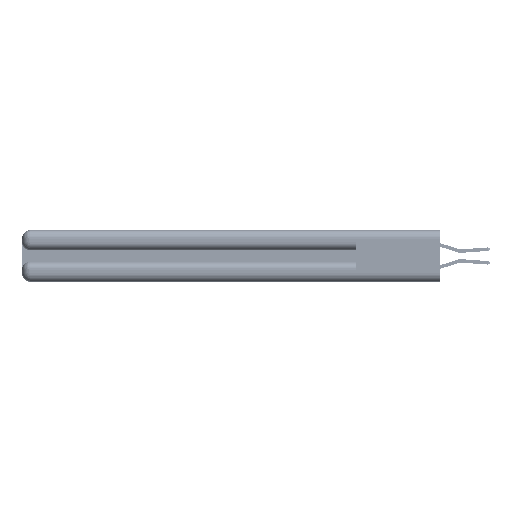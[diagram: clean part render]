
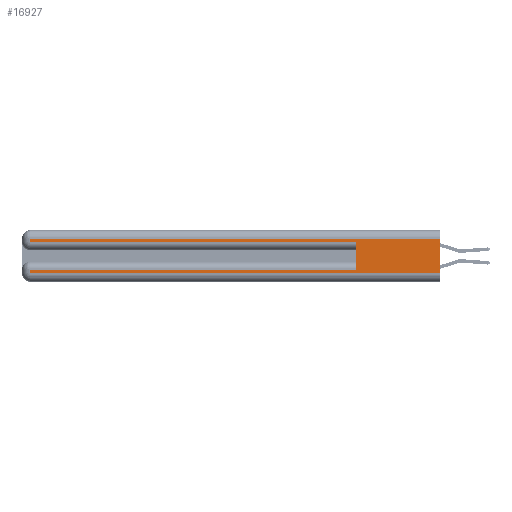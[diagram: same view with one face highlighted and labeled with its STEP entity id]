
A CAD part, left-side view. The second image highlights one B-rep face of the part: STEP entity #16927.
In plain terms, the highlighted planar face has unit normal (-1, 0, 0).
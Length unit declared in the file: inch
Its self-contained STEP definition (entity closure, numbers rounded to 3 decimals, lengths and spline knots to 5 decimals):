
#125 = DIRECTION ( 'NONE',  ( 0., 0., -1. ) ) ;
#780 = ORIENTED_EDGE ( 'NONE', *, *, #37625, .T. ) ;
#1368 = LINE ( 'NONE', #36627, #32788 ) ;
#1815 = ORIENTED_EDGE ( 'NONE', *, *, #41774, .T. ) ;
#2143 = EDGE_LOOP ( 'NONE', ( #55034, #21138, #25993, #53272, #27168, #780, #31231, #1815 ) ) ;
#2509 = LINE ( 'NONE', #25669, #23885 ) ;
#2819 = DIRECTION ( 'NONE',  ( 1., 0., 0. ) ) ;
#3393 = LINE ( 'NONE', #17083, #24771 ) ;
#6051 = CARTESIAN_POINT ( 'NONE',  ( 0., 0., 0.37 ) ) ;
#7265 = LINE ( 'NONE', #8768, #28680 ) ;
#7691 = EDGE_CURVE ( 'NONE', #17816, #33982, #2509, .T. ) ;
#8263 = CARTESIAN_POINT ( 'NONE',  ( 0., 0., 0.06 ) ) ;
#8633 = DIRECTION ( 'NONE',  ( 0., 0., -1. ) ) ;
#8768 = CARTESIAN_POINT ( 'NONE',  ( 0., 0.6, 0.145 ) ) ;
#9955 = CARTESIAN_POINT ( 'NONE',  ( 0., 0., 0.31 ) ) ;
#10322 = DIRECTION ( 'NONE',  ( 0., 0., -1. ) ) ;
#13016 = LINE ( 'NONE', #6051, #23066 ) ;
#13543 = FACE_OUTER_BOUND ( 'NONE', #2143, .T. ) ;
#14196 = CARTESIAN_POINT ( 'NONE',  ( 0., 2.94, 0.285 ) ) ;
#15153 = VERTEX_POINT ( 'NONE', #30267 ) ;
#15328 = DIRECTION ( 'NONE',  ( 0., 1., 0. ) ) ;
#16297 = VECTOR ( 'NONE', #31546, 39.37008 ) ;
#16927 = ADVANCED_FACE ( 'NONE', ( #13543 ), #24098, .F. ) ;
#17083 = CARTESIAN_POINT ( 'NONE',  ( 0., 2.94, 0.37 ) ) ;
#17816 = VERTEX_POINT ( 'NONE', #40097 ) ;
#18249 = EDGE_CURVE ( 'NONE', #25403, #40982, #3393, .T. ) ;
#19560 = EDGE_CURVE ( 'NONE', #52499, #27018, #7265, .T. ) ;
#20260 = VECTOR ( 'NONE', #35556, 39.37008 ) ;
#21138 = ORIENTED_EDGE ( 'NONE', *, *, #50966, .T. ) ;
#22830 = CARTESIAN_POINT ( 'NONE',  ( 0., 2.94, 0.31 ) ) ;
#22938 = CARTESIAN_POINT ( 'NONE',  ( 0., 0., 0.06 ) ) ;
#23066 = VECTOR ( 'NONE', #10322, 39.37008 ) ;
#23291 = EDGE_CURVE ( 'NONE', #15153, #35310, #13016, .T. ) ;
#23885 = VECTOR ( 'NONE', #8633, 39.37008 ) ;
#24098 = PLANE ( 'NONE',  #38955 ) ;
#24771 = VECTOR ( 'NONE', #125, 39.37008 ) ;
#25403 = VERTEX_POINT ( 'NONE', #22830 ) ;
#25669 = CARTESIAN_POINT ( 'NONE',  ( 0., 2.94, 0.37 ) ) ;
#25993 = ORIENTED_EDGE ( 'NONE', *, *, #18249, .T. ) ;
#27018 = VERTEX_POINT ( 'NONE', #33750 ) ;
#27168 = ORIENTED_EDGE ( 'NONE', *, *, #19560, .F. ) ;
#28680 = VECTOR ( 'NONE', #38624, 39.37008 ) ;
#29072 = LINE ( 'NONE', #43780, #39015 ) ;
#30267 = CARTESIAN_POINT ( 'NONE',  ( 0., 0., 0.31 ) ) ;
#31231 = ORIENTED_EDGE ( 'NONE', *, *, #7691, .T. ) ;
#31546 = DIRECTION ( 'NONE',  ( 0., -1., 0. ) ) ;
#31669 = LINE ( 'NONE', #9955, #20260 ) ;
#32726 = DIRECTION ( 'NONE',  ( 0., 0., -1. ) ) ;
#32788 = VECTOR ( 'NONE', #15328, 39.37008 ) ;
#33181 = CARTESIAN_POINT ( 'NONE',  ( 0., 0.6, 0.085 ) ) ;
#33750 = CARTESIAN_POINT ( 'NONE',  ( 0., 0.6, 0.285 ) ) ;
#33982 = VERTEX_POINT ( 'NONE', #37716 ) ;
#35310 = VERTEX_POINT ( 'NONE', #8263 ) ;
#35556 = DIRECTION ( 'NONE',  ( 0., 1., 0. ) ) ;
#36627 = CARTESIAN_POINT ( 'NONE',  ( 0., 0., 0.085 ) ) ;
#37625 = EDGE_CURVE ( 'NONE', #52499, #17816, #1368, .T. ) ;
#37716 = CARTESIAN_POINT ( 'NONE',  ( 0., 2.94, 0.06 ) ) ;
#38624 = DIRECTION ( 'NONE',  ( 0., 0., 1. ) ) ;
#38955 = AXIS2_PLACEMENT_3D ( 'NONE', #53883, #2819, #32726 ) ;
#39000 = LINE ( 'NONE', #22938, #16297 ) ;
#39015 = VECTOR ( 'NONE', #48045, 39.37008 ) ;
#40097 = CARTESIAN_POINT ( 'NONE',  ( 0., 2.94, 0.085 ) ) ;
#40982 = VERTEX_POINT ( 'NONE', #14196 ) ;
#41774 = EDGE_CURVE ( 'NONE', #33982, #35310, #39000, .T. ) ;
#43780 = CARTESIAN_POINT ( 'NONE',  ( 0., 0., 0.285 ) ) ;
#48045 = DIRECTION ( 'NONE',  ( 0., -1., 0. ) ) ;
#49418 = EDGE_CURVE ( 'NONE', #40982, #27018, #29072, .T. ) ;
#50966 = EDGE_CURVE ( 'NONE', #15153, #25403, #31669, .T. ) ;
#52499 = VERTEX_POINT ( 'NONE', #33181 ) ;
#53272 = ORIENTED_EDGE ( 'NONE', *, *, #49418, .T. ) ;
#53883 = CARTESIAN_POINT ( 'NONE',  ( 0., 0., 0.37 ) ) ;
#55034 = ORIENTED_EDGE ( 'NONE', *, *, #23291, .F. ) ;
